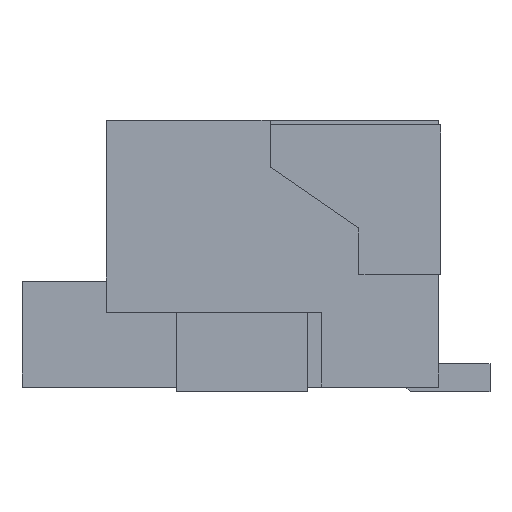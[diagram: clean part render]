
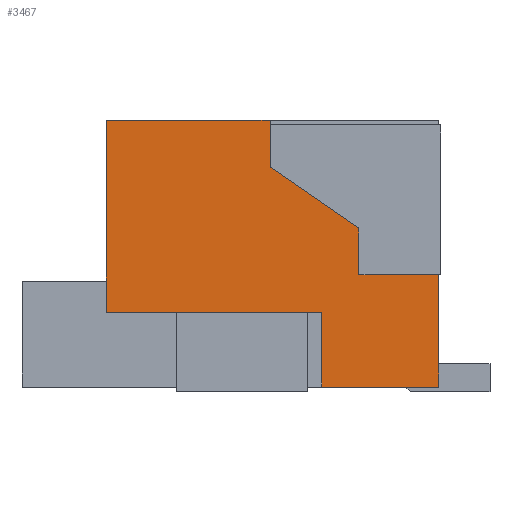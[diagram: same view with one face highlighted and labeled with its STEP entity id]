
A CAD part, left-side view. The second image highlights one B-rep face of the part: STEP entity #3467.
In plain terms, the highlighted planar face has unit normal (-1, 0, 0).
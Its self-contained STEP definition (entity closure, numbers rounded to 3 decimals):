
#94=FACE_OUTER_BOUND('',#271,.T.);
#271=EDGE_LOOP('',(#2498,#2499,#2500,#2501,#2502,#2503,#2504,#2505,#2506,
#2507));
#526=LINE('',#4882,#1000);
#592=LINE('',#5021,#1066);
#593=LINE('',#5023,#1067);
#594=LINE('',#5025,#1068);
#595=LINE('',#5027,#1069);
#596=LINE('',#5029,#1070);
#597=LINE('',#5030,#1071);
#598=LINE('',#5032,#1072);
#599=LINE('',#5034,#1073);
#600=LINE('',#5035,#1074);
#1000=VECTOR('',#4001,1000.);
#1066=VECTOR('',#4119,1000.);
#1067=VECTOR('',#4120,1000.);
#1068=VECTOR('',#4121,1000.);
#1069=VECTOR('',#4122,1000.);
#1070=VECTOR('',#4123,1000.);
#1071=VECTOR('',#4124,1000.);
#1072=VECTOR('',#4125,1000.);
#1073=VECTOR('',#4126,1000.);
#1074=VECTOR('',#4127,1000.);
#1429=VERTEX_POINT('',#4879);
#1430=VERTEX_POINT('',#4881);
#1476=VERTEX_POINT('',#5019);
#1477=VERTEX_POINT('',#5020);
#1478=VERTEX_POINT('',#5022);
#1479=VERTEX_POINT('',#5024);
#1480=VERTEX_POINT('',#5026);
#1481=VERTEX_POINT('',#5028);
#1482=VERTEX_POINT('',#5031);
#1483=VERTEX_POINT('',#5033);
#1788=EDGE_CURVE('',#1429,#1430,#526,.T.);
#1854=EDGE_CURVE('',#1476,#1477,#592,.T.);
#1855=EDGE_CURVE('',#1476,#1478,#593,.T.);
#1856=EDGE_CURVE('',#1478,#1479,#594,.T.);
#1857=EDGE_CURVE('',#1479,#1480,#595,.T.);
#1858=EDGE_CURVE('',#1480,#1481,#596,.T.);
#1859=EDGE_CURVE('',#1430,#1481,#597,.T.);
#1860=EDGE_CURVE('',#1482,#1429,#598,.T.);
#1861=EDGE_CURVE('',#1483,#1482,#599,.T.);
#1862=EDGE_CURVE('',#1477,#1483,#600,.T.);
#2498=ORIENTED_EDGE('',*,*,#1854,.F.);
#2499=ORIENTED_EDGE('',*,*,#1855,.T.);
#2500=ORIENTED_EDGE('',*,*,#1856,.T.);
#2501=ORIENTED_EDGE('',*,*,#1857,.T.);
#2502=ORIENTED_EDGE('',*,*,#1858,.T.);
#2503=ORIENTED_EDGE('',*,*,#1859,.F.);
#2504=ORIENTED_EDGE('',*,*,#1788,.F.);
#2505=ORIENTED_EDGE('',*,*,#1860,.F.);
#2506=ORIENTED_EDGE('',*,*,#1861,.F.);
#2507=ORIENTED_EDGE('',*,*,#1862,.F.);
#3126=PLANE('',#3651);
#3467=ADVANCED_FACE('',(#94),#3126,.T.);
#3651=AXIS2_PLACEMENT_3D('',#5018,#4117,#4118);
#4001=DIRECTION('',(0.,0.,1.));
#4117=DIRECTION('center_axis',(-1.,0.,0.));
#4118=DIRECTION('ref_axis',(0.,0.,1.));
#4119=DIRECTION('',(0.,0.,-1.));
#4120=DIRECTION('',(0.,1.,0.));
#4121=DIRECTION('',(0.,0.,1.));
#4122=DIRECTION('',(0.,0.825,0.565));
#4123=DIRECTION('',(0.,0.,1.));
#4124=DIRECTION('',(0.,-1.,0.));
#4125=DIRECTION('',(0.,1.,0.));
#4126=DIRECTION('',(0.,0.,1.));
#4127=DIRECTION('',(0.,1.,0.));
#4879=CARTESIAN_POINT('',(-9.,2.65,1.6));
#4881=CARTESIAN_POINT('',(-9.,2.65,5.7));
#4882=CARTESIAN_POINT('',(-9.,2.65,2.25));
#5018=CARTESIAN_POINT('Origin',(-9.,-4.45,0.));
#5019=CARTESIAN_POINT('',(-9.,-4.45,2.4));
#5020=CARTESIAN_POINT('',(-9.,-4.45,0.));
#5021=CARTESIAN_POINT('',(-9.,-4.45,5.7));
#5022=CARTESIAN_POINT('',(-9.,-2.75,2.4));
#5023=CARTESIAN_POINT('',(-9.,-2.75,2.4));
#5024=CARTESIAN_POINT('',(-9.,-2.75,3.4));
#5025=CARTESIAN_POINT('',(-9.,-2.75,3.4));
#5026=CARTESIAN_POINT('',(-9.,-0.85,4.7));
#5027=CARTESIAN_POINT('',(-9.,-0.85,4.7));
#5028=CARTESIAN_POINT('',(-9.,-0.85,5.7));
#5029=CARTESIAN_POINT('',(-9.,-0.85,5.7));
#5030=CARTESIAN_POINT('',(-9.,2.65,5.7));
#5031=CARTESIAN_POINT('',(-9.,-1.95,1.6));
#5032=CARTESIAN_POINT('',(-9.,-1.95,1.6));
#5033=CARTESIAN_POINT('',(-9.,-1.95,0.));
#5034=CARTESIAN_POINT('',(-9.,-1.95,0.));
#5035=CARTESIAN_POINT('',(-9.,-4.45,0.));
